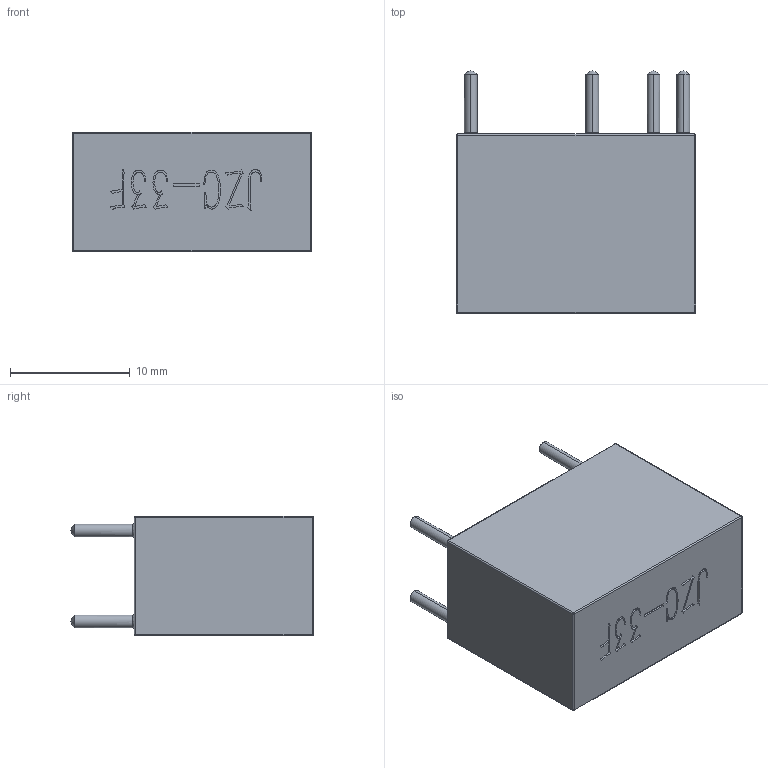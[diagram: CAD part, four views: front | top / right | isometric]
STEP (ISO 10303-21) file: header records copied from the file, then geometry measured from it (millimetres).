
FILE_DESCRIPTION (( 'STEP AP214' ), '1' );
FILE_NAME ('User Library-JZC33F.STEP', '2020-12-28T16:27:18', ( '' ), ( '' ), 'SwSTEP 2.0', 'SolidWorks 2020', '' );
FILE_SCHEMA (( 'AUTOMOTIVE_DESIGN' ));
Length unit declared in the file: millimetre
Products named in the file (1): User Library-JZC33F
Bounding box: 20 x 20.3 x 10 mm (x, y, z)
Volume: 3021.3 mm3; surface area: 1391.4 mm2
Topology: 1 solids, 1 shells, 219 faces, 589 edges, 376 vertices
Faces by surface type: plane 111, bspline 86, cylinder 22
Entity records: 10595 total; most frequent: CARTESIAN_POINT 5273, ORIENTED_EDGE 1162, DIRECTION 747, EDGE_CURVE 581, VECTOR 391, LINE 391, VERTEX_POINT 376, EDGE_LOOP 231
